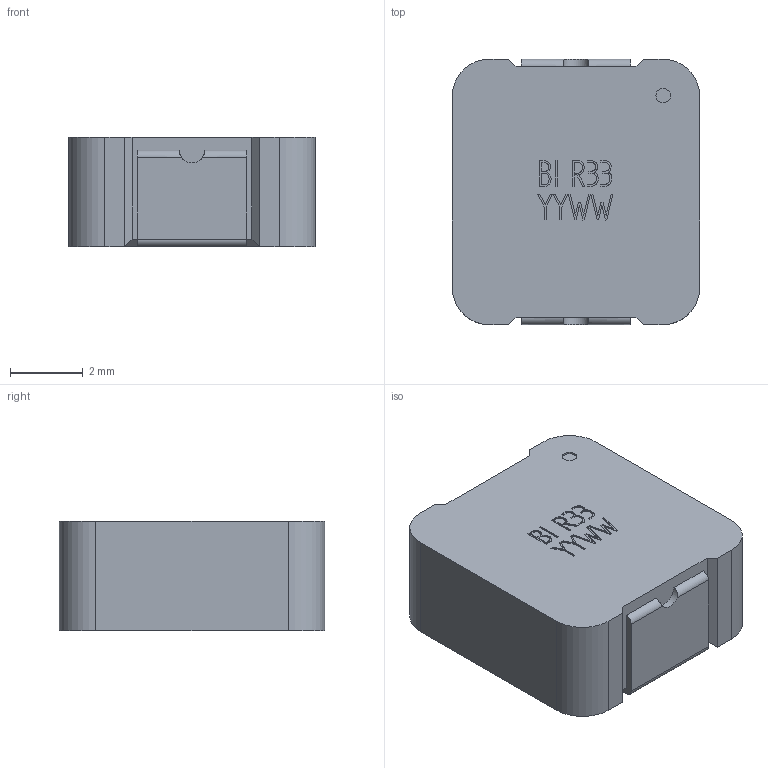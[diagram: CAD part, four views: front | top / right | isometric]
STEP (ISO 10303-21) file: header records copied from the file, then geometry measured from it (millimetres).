
FILE_DESCRIPTION(/* description */ ('Unknown'),/* implementation_level */ '2;1');
FILE_NAME(/* name */ 'HA72T',/* time_stamp */ '2021-10-27T15:09:03+08:00',/* author */ ('Unknown'),/* organization */ ('Unknown'),/* preprocessor_version */ 'ST-DEVELOPER v16.7',/* originating_system */ 'Solid Edge',/* authorisation */ 'Unknown');
FILE_SCHEMA (('AUTOMOTIVE_DESIGN {1 0 10303 214 3 1 1}'));
Length unit declared in the file: millimetre
Products named in the file (1): HA72T
Bounding box: 6.8 x 7.3 x 3 mm (x, y, z)
Volume: 143.4 mm3; surface area: 182.8 mm2
Topology: 1 solids, 1 shells, 143 faces, 376 edges, 248 vertices
Faces by surface type: plane 110, bspline 20, cylinder 13
Full cylindrical faces by diameter (mm): 0.4 x1
Entity records: 5834 total; most frequent: CARTESIAN_POINT 1530, ORIENTED_EDGE 750, DIRECTION 536, EDGE_CURVE 375, VERTEX_POINT 248, LINE 244, VECTOR 244, EDGE_LOOP 157
